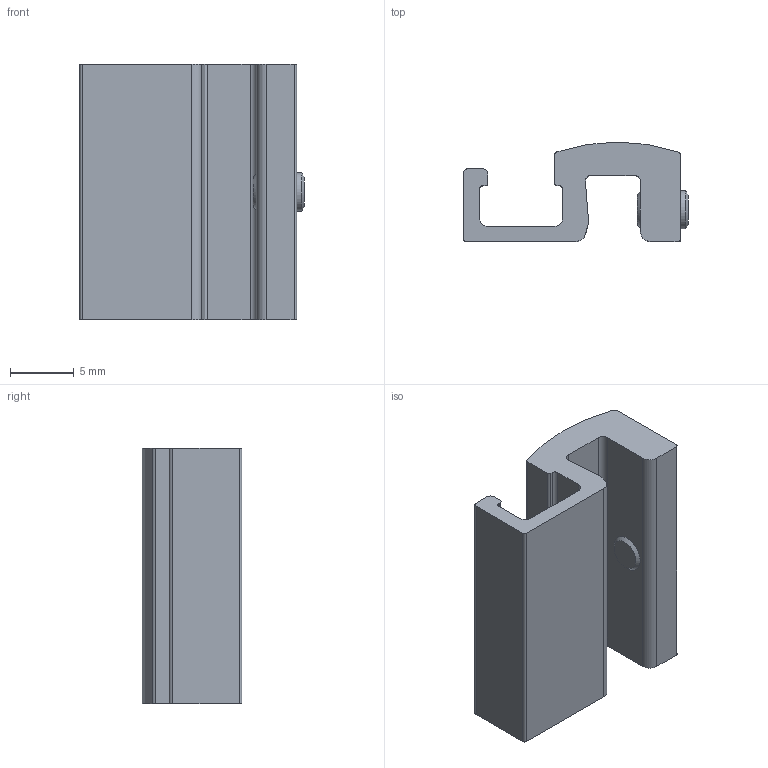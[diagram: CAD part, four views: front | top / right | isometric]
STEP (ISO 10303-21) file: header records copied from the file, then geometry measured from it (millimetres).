
FILE_DESCRIPTION(/* description */ ('STEP AP214'),/* implementation_level */ '2;1');
FILE_NAME(/* name */ '1806790_SMB-8-C',/* time_stamp */ '2024-09-15T07:28:43+02:00',/* author */ ('License CC BY-ND 4.0'),/* organization */ ('CADENAS'),/* preprocessor_version */ 'ST-DEVELOPER v19.3',/* originating_system */ 'PARTsolutions',/* authorisation */ ' ');
FILE_SCHEMA (('AUTOMOTIVE_DESIGN {1 0 10303 214 3 1 1}'));
Length unit declared in the file: millimetre
Products named in the file (1): 1806790 SMB-8-C
Bounding box: 17.6 x 7.8 x 20 mm (x, y, z)
Volume: 1310.2 mm3; surface area: 1497.1 mm2
Topology: 1 solids, 1 shells, 48 faces, 129 edges, 86 vertices
Faces by surface type: plane 27, cylinder 19, cone 2
Full cylindrical faces by diameter (mm): 3 x1
Entity records: 1520 total; most frequent: DIRECTION 264, CARTESIAN_POINT 259, ORIENTED_EDGE 250, EDGE_CURVE 125, AXIS2_PLACEMENT_3D 90, VERTEX_POINT 85, LINE 84, VECTOR 84
